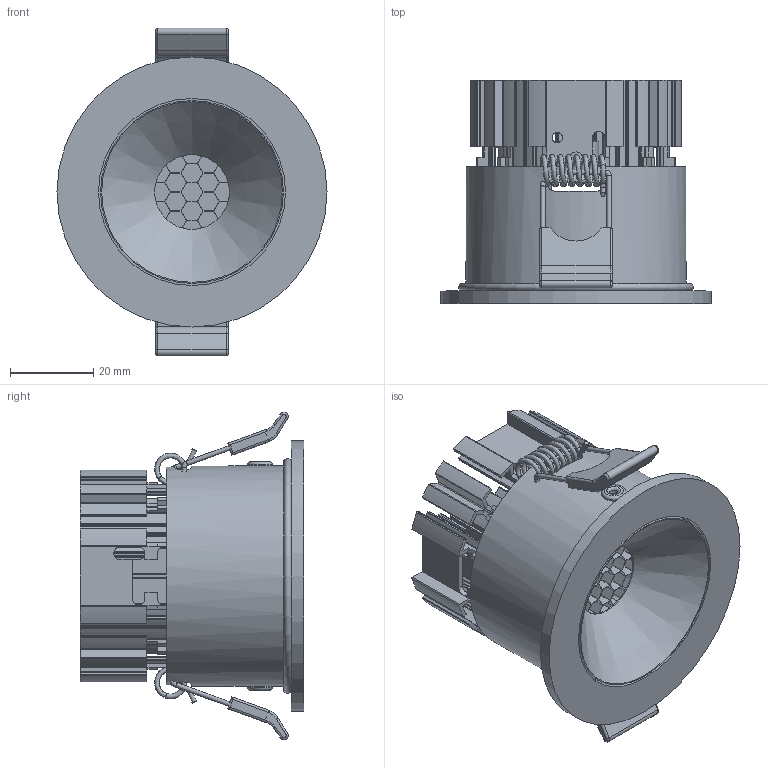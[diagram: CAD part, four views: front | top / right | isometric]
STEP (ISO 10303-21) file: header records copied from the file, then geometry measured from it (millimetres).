
FILE_DESCRIPTION (( 'STEP AP214' ), '1' );
FILE_NAME ('3438-65-DU6W - Commerciale.STEP', '2021-12-20T15:38:43', ( '' ), ( '' ), 'SwSTEP 2.0', 'SolidWorks 2020', '' );
FILE_SCHEMA (( 'AUTOMOTIVE_DESIGN' ));
Length unit declared in the file: millimetre
Products named in the file (1): 3438-65-DU6W - Commerciale
Bounding box: 65 x 53.7 x 78.9 mm (x, y, z)
Surface area: 43425.5 mm2 (no closed solid volume)
Topology: 0 solids, 16 shells, 956 faces, 3191 edges, 2203 vertices
Faces by surface type: cylinder 492, plane 414, torus 27, bspline 20, cone 3
Full cylindrical faces by diameter (mm): 1.1 x8, 2.5 x1, 3.3 x2, 6 x2, 7 x1, 18 x1, 21.2 x1, 44 x1, 45 x1, 51 x1, 53 x1, 65 x1
Entity records: 47969 total; most frequent: CARTESIAN_POINT 9493, DIRECTION 5941, ORIENTED_EDGE 5656, EDGE_CURVE 3140, VERTEX_POINT 2195, AXIS2_PLACEMENT_3D 2051, LINE 1839, VECTOR 1839
